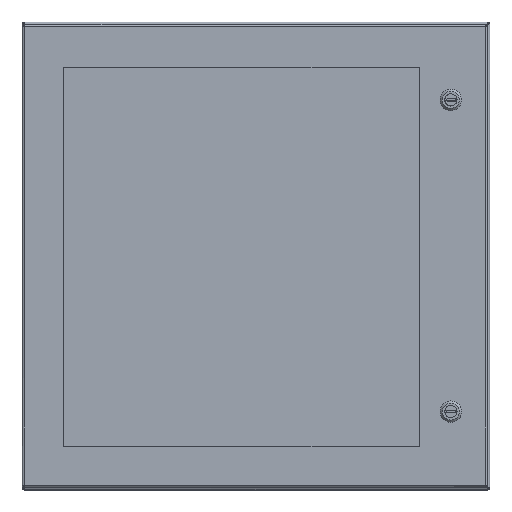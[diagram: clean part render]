
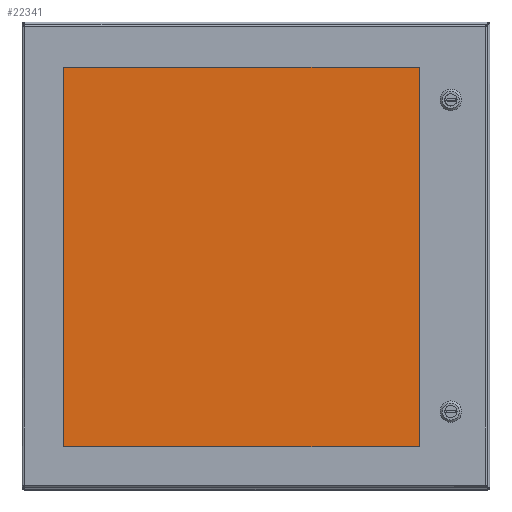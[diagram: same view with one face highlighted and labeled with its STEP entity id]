
A CAD part, top view. The second image highlights one B-rep face of the part: STEP entity #22341.
In plain terms, the highlighted planar face has unit normal (0, 0, 1).
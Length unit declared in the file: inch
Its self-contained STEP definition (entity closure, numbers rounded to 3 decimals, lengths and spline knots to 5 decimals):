
#22199=CARTESIAN_POINT('',(0.0,0.0,0.25));
#22200=VERTEX_POINT('',#22199);
#22201=CARTESIAN_POINT('',(0.,20.5,0.25));
#22202=VERTEX_POINT('',#22201);
#22203=CARTESIAN_POINT('',(0.,0.0,0.25));
#22204=DIRECTION('',(0.0,1.0,0.0));
#22205=VECTOR('',#22204,20.5);
#22206=LINE('',#22203,#22205);
#22207=EDGE_CURVE('',#22200,#22202,#22206,.T.);
#22239=CARTESIAN_POINT('',(19.25,20.5,0.25));
#22240=VERTEX_POINT('',#22239);
#22241=CARTESIAN_POINT('',(0.,20.5,0.25));
#22242=DIRECTION('',(1.0,0.0,0.0));
#22243=VECTOR('',#22242,19.25);
#22244=LINE('',#22241,#22243);
#22245=EDGE_CURVE('',#22202,#22240,#22244,.T.);
#22270=CARTESIAN_POINT('',(19.25,0.,0.25));
#22271=VERTEX_POINT('',#22270);
#22272=CARTESIAN_POINT('',(19.25,20.5,0.25));
#22273=DIRECTION('',(0.0,-1.0,0.0));
#22274=VECTOR('',#22273,20.5);
#22275=LINE('',#22272,#22274);
#22276=EDGE_CURVE('',#22240,#22271,#22275,.T.);
#22301=CARTESIAN_POINT('',(19.25,0.,0.25));
#22302=DIRECTION('',(-1.0,0.0,0.0));
#22303=VECTOR('',#22302,19.25);
#22304=LINE('',#22301,#22303);
#22305=EDGE_CURVE('',#22271,#22200,#22304,.T.);
#22330=CARTESIAN_POINT('',(9.625,10.25,0.25));
#22331=DIRECTION('',(0.0,0.0,1.0));
#22332=DIRECTION('',(1.0,0.0,0.0));
#22333=AXIS2_PLACEMENT_3D('',#22330,#22331,#22332);
#22334=PLANE('',#22333);
#22335=ORIENTED_EDGE('',*,*,#22207,.F.);
#22336=ORIENTED_EDGE('',*,*,#22305,.F.);
#22337=ORIENTED_EDGE('',*,*,#22276,.F.);
#22338=ORIENTED_EDGE('',*,*,#22245,.F.);
#22339=EDGE_LOOP('',(#22335,#22336,#22337,#22338));
#22340=FACE_OUTER_BOUND('',#22339,.T.);
#22341=ADVANCED_FACE('',(#22340),#22334,.T.);
